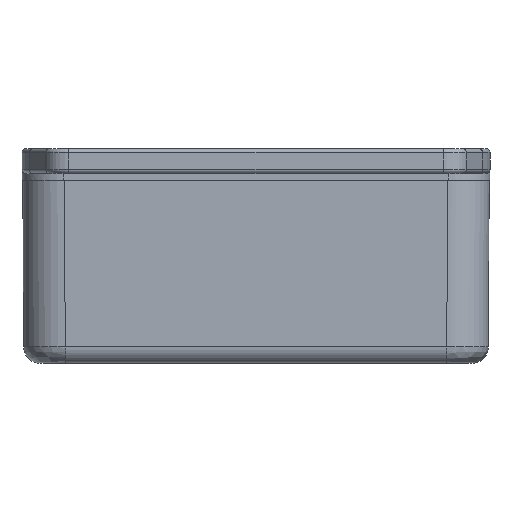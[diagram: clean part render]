
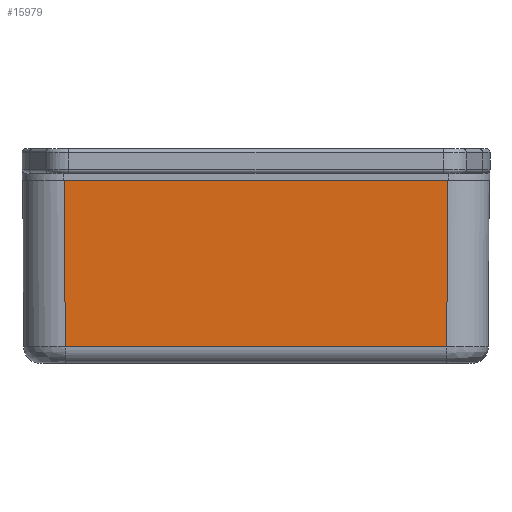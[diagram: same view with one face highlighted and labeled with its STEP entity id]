
A CAD part, front view. The second image highlights one B-rep face of the part: STEP entity #15979.
In plain terms, the highlighted planar face has unit normal (0, -1, -0.004).
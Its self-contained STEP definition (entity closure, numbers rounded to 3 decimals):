
#2091=FACE_OUTER_BOUND('',#3035,.T.);
#3035=EDGE_LOOP('',(#13327,#13328,#13329,#13330));
#3643=LINE('',#21722,#5077);
#4712=LINE('',#25867,#6146);
#4717=LINE('',#25948,#6151);
#4719=LINE('',#25951,#6153);
#5077=VECTOR('',#17851,46.);
#6146=VECTOR('',#19908,45.825);
#6151=VECTOR('',#19933,20.009);
#6153=VECTOR('',#19937,20.009);
#6513=VERTEX_POINT('',#21708);
#6519=VERTEX_POINT('',#21720);
#7365=VERTEX_POINT('',#25822);
#7369=VERTEX_POINT('',#25863);
#8123=EDGE_CURVE('',#6513,#6519,#3643,.T.);
#9443=EDGE_CURVE('',#7365,#7369,#4712,.T.);
#9455=EDGE_CURVE('',#7369,#6519,#4717,.T.);
#9457=EDGE_CURVE('',#6513,#7365,#4719,.T.);
#13327=ORIENTED_EDGE('',*,*,#9443,.F.);
#13328=ORIENTED_EDGE('',*,*,#9457,.F.);
#13329=ORIENTED_EDGE('',*,*,#8123,.T.);
#13330=ORIENTED_EDGE('',*,*,#9455,.F.);
#15343=PLANE('',#16921);
#15979=ADVANCED_FACE('',(#2091),#15343,.T.);
#16921=AXIS2_PLACEMENT_3D('',#25950,#19935,#19936);
#17851=DIRECTION('',(-1.,0.,0.));
#19908=DIRECTION('',(-1.,0.,0.));
#19933=DIRECTION('',(-0.004,-0.004,1.));
#19935=DIRECTION('center_axis',(0.,-1.,-0.004));
#19936=DIRECTION('ref_axis',(-1.,0.,0.));
#19937=DIRECTION('',(-0.004,0.004,-1.));
#21708=CARTESIAN_POINT('',(23.,-42.4,0.));
#21720=CARTESIAN_POINT('',(-23.,-42.4,0.));
#21722=CARTESIAN_POINT('',(28.,-42.4,0.));
#25822=CARTESIAN_POINT('',(22.913,-42.313,-20.009));
#25863=CARTESIAN_POINT('',(-22.913,-42.313,-20.009));
#25867=CARTESIAN_POINT('',(-14.,-42.313,-20.009));
#25948=CARTESIAN_POINT('',(-22.999,-42.399,-0.163));
#25950=CARTESIAN_POINT('Origin',(-28.,-42.4,0.));
#25951=CARTESIAN_POINT('',(23.,-42.4,-0.1));
